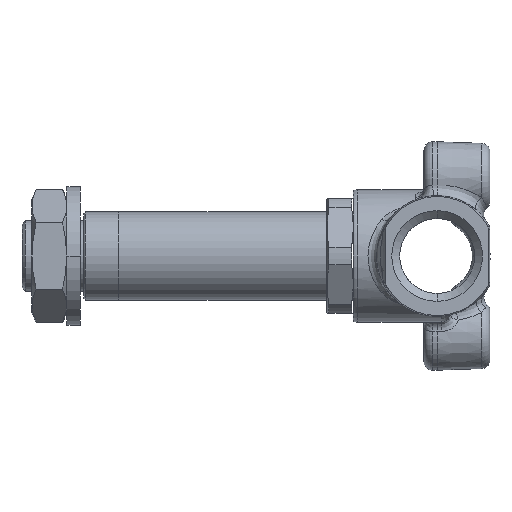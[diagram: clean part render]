
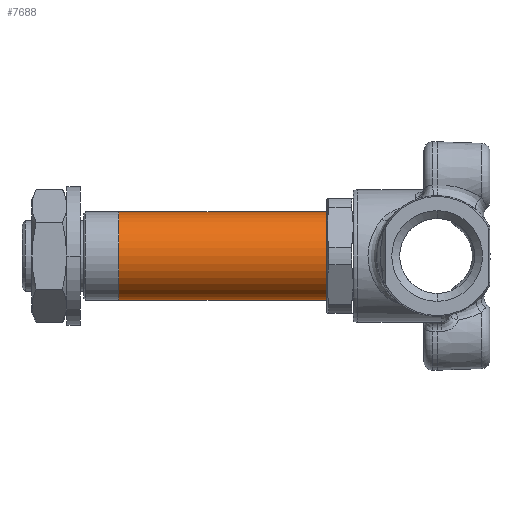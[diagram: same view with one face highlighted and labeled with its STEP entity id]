
A CAD part, left-side view. The second image highlights one B-rep face of the part: STEP entity #7688.
In plain terms, the highlighted cylindrical face has radius 5 mm (diameter 10 mm), a partial arc.
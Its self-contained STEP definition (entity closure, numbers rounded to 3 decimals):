
#406 = CARTESIAN_POINT ( 'NONE',  ( 0., 24., -5. ) ) ;
#599 = VERTEX_POINT ( 'NONE', #6549 ) ;
#766 = VERTEX_POINT ( 'NONE', #10973 ) ;
#1005 = CARTESIAN_POINT ( 'NONE',  ( 0., -20.739, 5. ) ) ;
#1182 = CIRCLE ( 'NONE', #5645, 5. ) ;
#1250 = CARTESIAN_POINT ( 'NONE',  ( 0., 0.5, 5. ) ) ;
#2173 = CYLINDRICAL_SURFACE ( 'NONE', #7811, 5. ) ;
#3598 = ORIENTED_EDGE ( 'NONE', *, *, #11940, .F. ) ;
#3675 = VECTOR ( 'NONE', #4968, 1000. ) ;
#3713 = DIRECTION ( 'NONE',  ( 0., -1., 0. ) ) ;
#3728 = AXIS2_PLACEMENT_3D ( 'NONE', #14341, #6535, #15674 ) ;
#4968 = DIRECTION ( 'NONE',  ( 0., -1., 0. ) ) ;
#5446 = ORIENTED_EDGE ( 'NONE', *, *, #9541, .T. ) ;
#5645 = AXIS2_PLACEMENT_3D ( 'NONE', #11454, #3713, #12750 ) ;
#6212 = DIRECTION ( 'NONE',  ( 0., -1., 0. ) ) ;
#6535 = DIRECTION ( 'NONE',  ( 0., 1., 0. ) ) ;
#6549 = CARTESIAN_POINT ( 'NONE',  ( 0., 24., 5. ) ) ;
#6691 = LINE ( 'NONE', #12702, #3675 ) ;
#7326 = EDGE_LOOP ( 'NONE', ( #3598, #14378, #5446, #12308 ) ) ;
#7688 = ADVANCED_FACE ( 'NONE', ( #10227 ), #2173, .T. ) ;
#7811 = AXIS2_PLACEMENT_3D ( 'NONE', #13069, #7904, #13121 ) ;
#7904 = DIRECTION ( 'NONE',  ( 0., -1., 0. ) ) ;
#7931 = VECTOR ( 'NONE', #6212, 1000. ) ;
#9541 = EDGE_CURVE ( 'NONE', #13873, #766, #6691, .T. ) ;
#9979 = CIRCLE ( 'NONE', #3728, 5. ) ;
#10227 = FACE_OUTER_BOUND ( 'NONE', #7326, .T. ) ;
#10973 = CARTESIAN_POINT ( 'NONE',  ( 0., 0.5, -5. ) ) ;
#10979 = LINE ( 'NONE', #1005, #7931 ) ;
#11454 = CARTESIAN_POINT ( 'NONE',  ( 0., 24., 0. ) ) ;
#11588 = VERTEX_POINT ( 'NONE', #1250 ) ;
#11940 = EDGE_CURVE ( 'NONE', #599, #11588, #10979, .T. ) ;
#12308 = ORIENTED_EDGE ( 'NONE', *, *, #14745, .T. ) ;
#12702 = CARTESIAN_POINT ( 'NONE',  ( 0., -20.739, -5. ) ) ;
#12750 = DIRECTION ( 'NONE',  ( 0., 0., 1. ) ) ;
#13069 = CARTESIAN_POINT ( 'NONE',  ( 0., -20.739, 0. ) ) ;
#13121 = DIRECTION ( 'NONE',  ( 0., 0., -1. ) ) ;
#13720 = EDGE_CURVE ( 'NONE', #599, #13873, #1182, .T. ) ;
#13873 = VERTEX_POINT ( 'NONE', #406 ) ;
#14341 = CARTESIAN_POINT ( 'NONE',  ( 0., 0.5, 0. ) ) ;
#14378 = ORIENTED_EDGE ( 'NONE', *, *, #13720, .T. ) ;
#14745 = EDGE_CURVE ( 'NONE', #766, #11588, #9979, .T. ) ;
#15674 = DIRECTION ( 'NONE',  ( 0., 0., -1. ) ) ;
